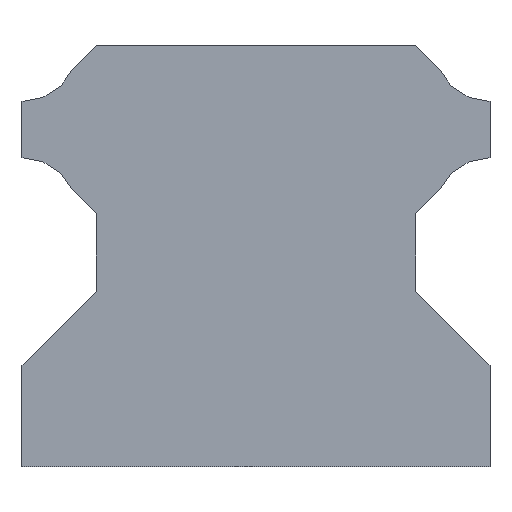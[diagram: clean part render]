
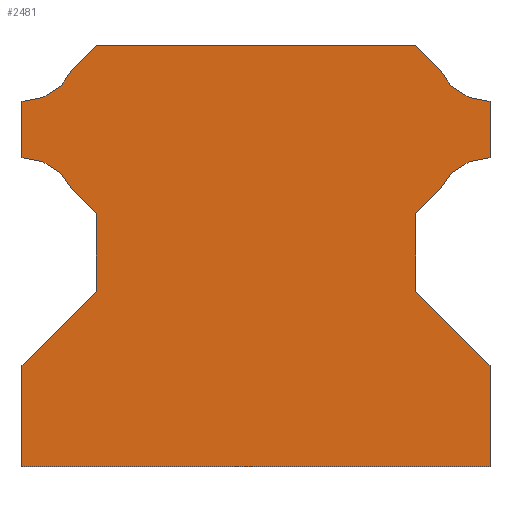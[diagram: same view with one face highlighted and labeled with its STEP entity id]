
A CAD part, front view. The second image highlights one B-rep face of the part: STEP entity #2481.
In plain terms, the highlighted planar face has unit normal (0, -1, 0).
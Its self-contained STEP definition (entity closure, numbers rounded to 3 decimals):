
#18=LINE('',#4242,#64);
#22=LINE('',#4254,#68);
#26=LINE('',#4266,#72);
#29=LINE('',#4272,#75);
#32=LINE('',#4278,#78);
#35=LINE('',#4284,#81);
#36=LINE('',#4287,#82);
#37=LINE('',#4289,#83);
#38=LINE('',#4291,#84);
#39=LINE('',#4293,#85);
#40=LINE('',#4295,#86);
#41=LINE('',#4299,#87);
#42=LINE('',#4303,#88);
#43=LINE('',#4304,#89);
#64=VECTOR('',#3586,10.);
#68=VECTOR('',#3598,10.);
#72=VECTOR('',#3610,10.);
#75=VECTOR('',#3615,10.);
#78=VECTOR('',#3620,10.);
#81=VECTOR('',#3625,10.);
#82=VECTOR('',#3628,10.);
#83=VECTOR('',#3629,10.);
#84=VECTOR('',#3630,10.);
#85=VECTOR('',#3631,10.);
#86=VECTOR('',#3632,10.);
#87=VECTOR('',#3635,10.);
#88=VECTOR('',#3638,10.);
#89=VECTOR('',#3639,10.);
#619=FACE_OUTER_BOUND('',#939,.T.);
#939=EDGE_LOOP('',(#2081,#2082,#2083,#2084,#2085,#2086,#2087,#2088,#2089,
#2090,#2091,#2092,#2093,#2094,#2095,#2096,#2097,#2098));
#1252=CIRCLE('',#2854,2.4);
#1254=CIRCLE('',#2858,2.4);
#1255=CIRCLE('',#2864,2.4);
#1256=CIRCLE('',#2865,2.4);
#1459=VERTEX_POINT('',#4235);
#1462=VERTEX_POINT('',#4240);
#1464=VERTEX_POINT('',#4246);
#1466=VERTEX_POINT('',#4252);
#1468=VERTEX_POINT('',#4258);
#1470=VERTEX_POINT('',#4264);
#1472=VERTEX_POINT('',#4270);
#1474=VERTEX_POINT('',#4276);
#1476=VERTEX_POINT('',#4282);
#1477=VERTEX_POINT('',#4286);
#1478=VERTEX_POINT('',#4288);
#1479=VERTEX_POINT('',#4290);
#1480=VERTEX_POINT('',#4292);
#1481=VERTEX_POINT('',#4294);
#1482=VERTEX_POINT('',#4296);
#1483=VERTEX_POINT('',#4298);
#1484=VERTEX_POINT('',#4300);
#1485=VERTEX_POINT('',#4302);
#1698=EDGE_CURVE('',#1459,#1462,#18,.T.);
#1701=EDGE_CURVE('',#1462,#1464,#1252,.T.);
#1704=EDGE_CURVE('',#1464,#1466,#22,.T.);
#1707=EDGE_CURVE('',#1466,#1468,#1254,.T.);
#1710=EDGE_CURVE('',#1468,#1470,#26,.T.);
#1713=EDGE_CURVE('',#1470,#1472,#29,.T.);
#1716=EDGE_CURVE('',#1472,#1474,#32,.T.);
#1719=EDGE_CURVE('',#1474,#1476,#35,.T.);
#1720=EDGE_CURVE('',#1476,#1477,#36,.T.);
#1721=EDGE_CURVE('',#1477,#1478,#37,.T.);
#1722=EDGE_CURVE('',#1478,#1479,#38,.T.);
#1723=EDGE_CURVE('',#1479,#1480,#39,.T.);
#1724=EDGE_CURVE('',#1480,#1481,#40,.T.);
#1725=EDGE_CURVE('',#1481,#1482,#1255,.T.);
#1726=EDGE_CURVE('',#1482,#1483,#41,.T.);
#1727=EDGE_CURVE('',#1483,#1484,#1256,.T.);
#1728=EDGE_CURVE('',#1484,#1485,#42,.T.);
#1729=EDGE_CURVE('',#1485,#1459,#43,.T.);
#2081=ORIENTED_EDGE('',*,*,#1720,.T.);
#2082=ORIENTED_EDGE('',*,*,#1721,.T.);
#2083=ORIENTED_EDGE('',*,*,#1722,.T.);
#2084=ORIENTED_EDGE('',*,*,#1723,.T.);
#2085=ORIENTED_EDGE('',*,*,#1724,.T.);
#2086=ORIENTED_EDGE('',*,*,#1725,.T.);
#2087=ORIENTED_EDGE('',*,*,#1726,.T.);
#2088=ORIENTED_EDGE('',*,*,#1727,.T.);
#2089=ORIENTED_EDGE('',*,*,#1728,.T.);
#2090=ORIENTED_EDGE('',*,*,#1729,.T.);
#2091=ORIENTED_EDGE('',*,*,#1698,.T.);
#2092=ORIENTED_EDGE('',*,*,#1701,.T.);
#2093=ORIENTED_EDGE('',*,*,#1704,.T.);
#2094=ORIENTED_EDGE('',*,*,#1707,.T.);
#2095=ORIENTED_EDGE('',*,*,#1710,.T.);
#2096=ORIENTED_EDGE('',*,*,#1713,.T.);
#2097=ORIENTED_EDGE('',*,*,#1716,.T.);
#2098=ORIENTED_EDGE('',*,*,#1719,.T.);
#2313=PLANE('',#2863);
#2481=ADVANCED_FACE('',(#619),#2313,.F.);
#2854=AXIS2_PLACEMENT_3D('',#4248,#3592,#3593);
#2858=AXIS2_PLACEMENT_3D('',#4260,#3604,#3605);
#2863=AXIS2_PLACEMENT_3D('',#4285,#3626,#3627);
#2864=AXIS2_PLACEMENT_3D('',#4297,#3633,#3634);
#2865=AXIS2_PLACEMENT_3D('',#4301,#3636,#3637);
#3586=DIRECTION('',(-0.707,0.,-0.707));
#3592=DIRECTION('center_axis',(0.,1.,0.));
#3593=DIRECTION('ref_axis',(-0.909,0.,0.417));
#3598=DIRECTION('',(0.,0.,-1.));
#3604=DIRECTION('center_axis',(0.,1.,0.));
#3605=DIRECTION('ref_axis',(0.,0.,-1.));
#3610=DIRECTION('',(0.707,0.,-0.707));
#3615=DIRECTION('',(0.,0.,-1.));
#3620=DIRECTION('',(-0.707,0.,-0.707));
#3625=DIRECTION('',(0.,0.,-1.));
#3626=DIRECTION('center_axis',(0.,1.,0.));
#3627=DIRECTION('ref_axis',(0.,0.,1.));
#3628=DIRECTION('',(1.,0.,0.));
#3629=DIRECTION('',(0.,0.,1.));
#3630=DIRECTION('',(-0.707,0.,0.707));
#3631=DIRECTION('',(0.,0.,1.));
#3632=DIRECTION('',(0.707,0.,0.707));
#3633=DIRECTION('center_axis',(0.,1.,0.));
#3634=DIRECTION('ref_axis',(0.909,0.,-0.417));
#3635=DIRECTION('',(0.,0.,1.));
#3636=DIRECTION('center_axis',(0.,1.,0.));
#3637=DIRECTION('ref_axis',(0.,0.,1.));
#3638=DIRECTION('',(-0.707,0.,0.707));
#3639=DIRECTION('',(-1.,0.,0.));
#4235=CARTESIAN_POINT('',(-6.818,-1500.,18.));
#4240=CARTESIAN_POINT('',(-7.818,-1500.,17.));
#4242=CARTESIAN_POINT('',(-7.818,-1500.,17.));
#4246=CARTESIAN_POINT('',(-10.,-1500.,15.6));
#4248=CARTESIAN_POINT('Origin',(-10.,-1500.,18.));
#4252=CARTESIAN_POINT('',(-10.,-1500.,13.2));
#4254=CARTESIAN_POINT('',(-10.,-1500.,13.2));
#4258=CARTESIAN_POINT('',(-7.818,-1500.,11.8));
#4260=CARTESIAN_POINT('Origin',(-10.,-1500.,10.8));
#4264=CARTESIAN_POINT('',(-6.818,-1500.,10.8));
#4266=CARTESIAN_POINT('',(-6.818,-1500.,10.8));
#4270=CARTESIAN_POINT('',(-6.818,-1500.,7.5));
#4272=CARTESIAN_POINT('',(-6.818,-1500.,7.5));
#4276=CARTESIAN_POINT('',(-10.,-1500.,4.318));
#4278=CARTESIAN_POINT('',(-10.,-1500.,4.318));
#4282=CARTESIAN_POINT('',(-10.,-1500.,0.));
#4284=CARTESIAN_POINT('',(-10.,-1500.,0.));
#4285=CARTESIAN_POINT('Origin',(4.576,-1500.,8.624));
#4286=CARTESIAN_POINT('',(10.,-1500.,0.));
#4287=CARTESIAN_POINT('',(0.,-1500.,0.));
#4288=CARTESIAN_POINT('',(10.,-1500.,4.318));
#4289=CARTESIAN_POINT('',(10.,-1500.,4.318));
#4290=CARTESIAN_POINT('',(6.818,-1500.,7.5));
#4291=CARTESIAN_POINT('',(6.818,-1500.,7.5));
#4292=CARTESIAN_POINT('',(6.818,-1500.,10.8));
#4293=CARTESIAN_POINT('',(6.818,-1500.,10.8));
#4294=CARTESIAN_POINT('',(7.818,-1500.,11.8));
#4295=CARTESIAN_POINT('',(7.818,-1500.,11.8));
#4296=CARTESIAN_POINT('',(10.,-1500.,13.2));
#4297=CARTESIAN_POINT('Origin',(10.,-1500.,10.8));
#4298=CARTESIAN_POINT('',(10.,-1500.,15.6));
#4299=CARTESIAN_POINT('',(10.,-1500.,15.6));
#4300=CARTESIAN_POINT('',(7.818,-1500.,17.));
#4301=CARTESIAN_POINT('Origin',(10.,-1500.,18.));
#4302=CARTESIAN_POINT('',(6.818,-1500.,18.));
#4303=CARTESIAN_POINT('',(6.818,-1500.,18.));
#4304=CARTESIAN_POINT('',(0.,-1500.,18.));
